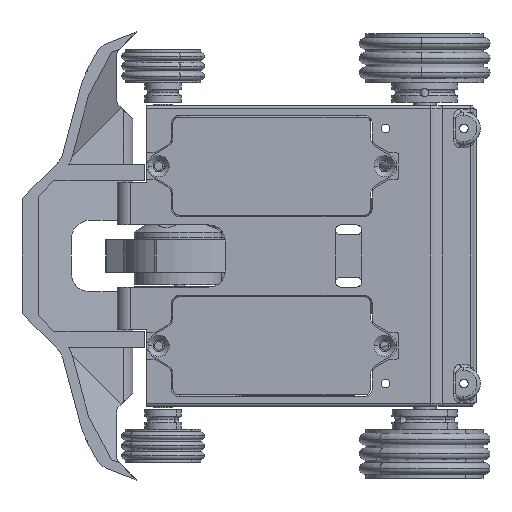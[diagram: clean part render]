
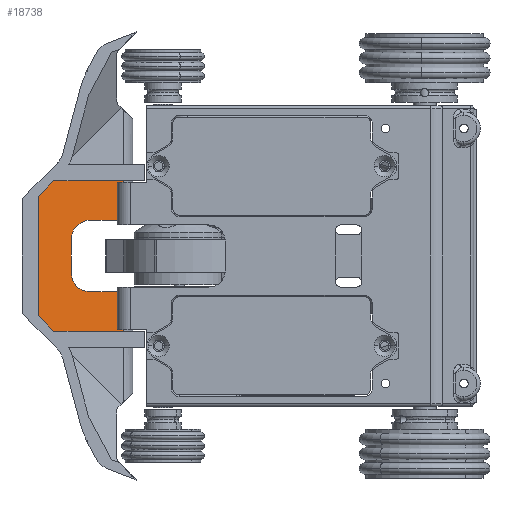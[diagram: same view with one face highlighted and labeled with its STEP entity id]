
A CAD part, front view. The second image highlights one B-rep face of the part: STEP entity #18738.
In plain terms, the highlighted face is planar.
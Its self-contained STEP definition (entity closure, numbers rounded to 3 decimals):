
#252 = VECTOR ( 'NONE', #36118, 1000. ) ;
#1020 = DIRECTION ( 'NONE',  ( -0.851, 0., 0.525 ) ) ;
#1128 = EDGE_CURVE ( 'NONE', #19616, #28846, #33423, .T. ) ;
#1186 = CARTESIAN_POINT ( 'NONE',  ( 10.293, -11., 8.18 ) ) ;
#1235 = CARTESIAN_POINT ( 'NONE',  ( 14.904, 11., 5.332 ) ) ;
#1867 = AXIS2_PLACEMENT_3D ( 'NONE', #23622, #46713, #38459 ) ;
#2167 = ORIENTED_EDGE ( 'NONE', *, *, #46788, .F. ) ;
#2350 = DIRECTION ( 'NONE',  ( 0., -1., 0. ) ) ;
#2436 = CARTESIAN_POINT ( 'NONE',  ( -13.735, 15.694, 23.021 ) ) ;
#3146 = CARTESIAN_POINT ( 'NONE',  ( -1.171, -8.515, 15.261 ) ) ;
#3383 = CARTESIAN_POINT ( 'NONE',  ( -1.171, 8.515, 15.261 ) ) ;
#3555 = VERTEX_POINT ( 'NONE', #16893 ) ;
#3825 = VERTEX_POINT ( 'NONE', #1235 ) ;
#3941 = CARTESIAN_POINT ( 'NONE',  ( -11.185, -68.5, 21.447 ) ) ;
#4678 = ORIENTED_EDGE ( 'NONE', *, *, #12454, .F. ) ;
#5025 = ORIENTED_EDGE ( 'NONE', *, *, #33687, .F. ) ;
#5155 = ORIENTED_EDGE ( 'NONE', *, *, #1128, .F. ) ;
#6973 = CARTESIAN_POINT ( 'NONE',  ( 1.314, -11., 13.726 ) ) ;
#7058 = DIRECTION ( 'NONE',  ( -0.851, 0., 0.525 ) ) ;
#7224 = CARTESIAN_POINT ( 'NONE',  ( 19.405, -23., 2.552 ) ) ;
#8606 = LINE ( 'NONE', #7224, #31587 ) ;
#9790 = VERTEX_POINT ( 'NONE', #16163 ) ;
#10376 = DIRECTION ( 'NONE',  ( -0.648, -0.648, 0.4 ) ) ;
#11188 = VECTOR ( 'NONE', #10376, 1000. ) ;
#11309 = LINE ( 'NONE', #3941, #13082 ) ;
#11588 = CARTESIAN_POINT ( 'NONE',  ( 4.829, -11., 11.556 ) ) ;
#11886 = VECTOR ( 'NONE', #34075, 1000. ) ;
#12454 = EDGE_CURVE ( 'NONE', #26322, #34475, #19764, .T. ) ;
#13082 = VECTOR ( 'NONE', #19296, 1000. ) ;
#13380 = VERTEX_POINT ( 'NONE', #42479 ) ;
#13851 = LINE ( 'NONE', #27292, #42744 ) ;
#13934 = CARTESIAN_POINT ( 'NONE',  ( 19.405, 23., 2.552 ) ) ;
#14513 = CARTESIAN_POINT ( 'NONE',  ( 1.314, 11., 13.726 ) ) ;
#15429 = ORIENTED_EDGE ( 'NONE', *, *, #43424, .F. ) ;
#15605 = CARTESIAN_POINT ( 'NONE',  ( -11.185, 18.243, 21.447 ) ) ;
#16163 = CARTESIAN_POINT ( 'NONE',  ( 14.904, -23., 5.332 ) ) ;
#16672 = LINE ( 'NONE', #20985, #34939 ) ;
#16893 = CARTESIAN_POINT ( 'NONE',  ( 14.904, 23., 5.332 ) ) ;
#17378 = CARTESIAN_POINT ( 'NONE',  ( -1.171, 5., 15.261 ) ) ;
#17883 = CARTESIAN_POINT ( 'NONE',  ( 14.904, -68.5, 5.332 ) ) ;
#18008 = ORIENTED_EDGE ( 'NONE', *, *, #27833, .T. ) ;
#18042 = CARTESIAN_POINT ( 'NONE',  ( -1.171, -5., 15.261 ) ) ;
#18281 = EDGE_CURVE ( 'NONE', #42197, #34475, #43383, .T. ) ;
#18738 = ADVANCED_FACE ( 'NONE', ( #20320 ), #20138, .T. ) ;
#19296 = DIRECTION ( 'NONE',  ( 0., 1., 0. ) ) ;
#19616 = VERTEX_POINT ( 'NONE', #34053 ) ;
#19764 =( BOUNDED_CURVE ( )  B_SPLINE_CURVE ( 3, ( #18042, #3146, #6973, #11588 ),
 .UNSPECIFIED., .F., .F. ) 
 B_SPLINE_CURVE_WITH_KNOTS ( ( 4, 4 ),
 ( 0., 1.571 ),
 .UNSPECIFIED. ) 
 CURVE ( )  GEOMETRIC_REPRESENTATION_ITEM ( )  RATIONAL_B_SPLINE_CURVE ( ( 1., 0.805, 0.805, 1. ) ) 
 REPRESENTATION_ITEM ( '' )  );
#19840 = CARTESIAN_POINT ( 'NONE',  ( 14.904, -11., 5.332 ) ) ;
#20138 = PLANE ( 'NONE',  #1867 ) ;
#20293 = ORIENTED_EDGE ( 'NONE', *, *, #25803, .F. ) ;
#20320 = FACE_OUTER_BOUND ( 'NONE', #27279, .T. ) ;
#20985 = CARTESIAN_POINT ( 'NONE',  ( -1.171, 11., 15.261 ) ) ;
#21913 = LINE ( 'NONE', #22709, #11886 ) ;
#22211 = CARTESIAN_POINT ( 'NONE',  ( 4.829, 11., 11.556 ) ) ;
#22313 = CARTESIAN_POINT ( 'NONE',  ( -6.429, -23., 18.509 ) ) ;
#22709 = CARTESIAN_POINT ( 'NONE',  ( 27.663, -57.092, -2.548 ) ) ;
#23501 = ORIENTED_EDGE ( 'NONE', *, *, #18281, .T. ) ;
#23622 = CARTESIAN_POINT ( 'NONE',  ( 19.405, -68.5, 2.552 ) ) ;
#24510 = VECTOR ( 'NONE', #1020, 1000. ) ;
#24606 = ORIENTED_EDGE ( 'NONE', *, *, #42068, .F. ) ;
#24948 = EDGE_CURVE ( 'NONE', #19616, #3825, #25773, .T. ) ;
#25484 = CARTESIAN_POINT ( 'NONE',  ( -1.171, -5., 15.261 ) ) ;
#25773 = LINE ( 'NONE', #27050, #34581 ) ;
#25803 = EDGE_CURVE ( 'NONE', #9790, #46879, #8606, .T. ) ;
#26322 = VERTEX_POINT ( 'NONE', #25484 ) ;
#26450 = ORIENTED_EDGE ( 'NONE', *, *, #30702, .T. ) ;
#27050 = CARTESIAN_POINT ( 'NONE',  ( 10.293, 11., 8.18 ) ) ;
#27279 = EDGE_LOOP ( 'NONE', ( #15429, #40939, #20293, #24606, #23501, #4678, #18008, #5155, #48764, #2167, #5025, #26450 ) ) ;
#27292 = CARTESIAN_POINT ( 'NONE',  ( 14.904, -68.5, 5.332 ) ) ;
#27440 = CARTESIAN_POINT ( 'NONE',  ( -6.429, 23., 18.509 ) ) ;
#27833 = EDGE_CURVE ( 'NONE', #26322, #28846, #16672, .T. ) ;
#28846 = VERTEX_POINT ( 'NONE', #17378 ) ;
#30702 = EDGE_CURVE ( 'NONE', #34955, #41151, #32445, .T. ) ;
#30809 = DIRECTION ( 'NONE',  ( 0.851, 0., -0.525 ) ) ;
#31560 = LINE ( 'NONE', #13934, #252 ) ;
#31587 = VECTOR ( 'NONE', #7058, 1000. ) ;
#32445 = LINE ( 'NONE', #2436, #11188 ) ;
#33423 =( BOUNDED_CURVE ( )  B_SPLINE_CURVE ( 3, ( #22211, #14513, #3383, #33903 ),
 .UNSPECIFIED., .F., .F. ) 
 B_SPLINE_CURVE_WITH_KNOTS ( ( 4, 4 ),
 ( 4.712, 6.283 ),
 .UNSPECIFIED. ) 
 CURVE ( )  GEOMETRIC_REPRESENTATION_ITEM ( )  RATIONAL_B_SPLINE_CURVE ( ( 1., 0.805, 0.805, 1. ) ) 
 REPRESENTATION_ITEM ( '' )  );
#33687 = EDGE_CURVE ( 'NONE', #34955, #3555, #31560, .T. ) ;
#33903 = CARTESIAN_POINT ( 'NONE',  ( -1.171, 5., 15.261 ) ) ;
#34053 = CARTESIAN_POINT ( 'NONE',  ( 4.829, 11., 11.556 ) ) ;
#34075 = DIRECTION ( 'NONE',  ( -0.648, 0.648, 0.4 ) ) ;
#34475 = VERTEX_POINT ( 'NONE', #45630 ) ;
#34581 = VECTOR ( 'NONE', #30809, 1000. ) ;
#34885 = LINE ( 'NONE', #17883, #43205 ) ;
#34939 = VECTOR ( 'NONE', #36130, 1000. ) ;
#34955 = VERTEX_POINT ( 'NONE', #27440 ) ;
#36118 = DIRECTION ( 'NONE',  ( 0.851, 0., -0.525 ) ) ;
#36130 = DIRECTION ( 'NONE',  ( 0., 1., 0. ) ) ;
#38459 = DIRECTION ( 'NONE',  ( 0.851, 0., -0.525 ) ) ;
#40939 = ORIENTED_EDGE ( 'NONE', *, *, #44660, .F. ) ;
#41151 = VERTEX_POINT ( 'NONE', #15605 ) ;
#42068 = EDGE_CURVE ( 'NONE', #42197, #9790, #13851, .T. ) ;
#42197 = VERTEX_POINT ( 'NONE', #19840 ) ;
#42473 = DIRECTION ( 'NONE',  ( 0., -1., 0. ) ) ;
#42479 = CARTESIAN_POINT ( 'NONE',  ( -11.185, -18.243, 21.447 ) ) ;
#42744 = VECTOR ( 'NONE', #42473, 1000. ) ;
#43205 = VECTOR ( 'NONE', #2350, 1000. ) ;
#43383 = LINE ( 'NONE', #1186, #24510 ) ;
#43424 = EDGE_CURVE ( 'NONE', #13380, #41151, #11309, .T. ) ;
#44660 = EDGE_CURVE ( 'NONE', #46879, #13380, #21913, .T. ) ;
#45630 = CARTESIAN_POINT ( 'NONE',  ( 4.829, -11., 11.556 ) ) ;
#46713 = DIRECTION ( 'NONE',  ( 0.525, 0., 0.851 ) ) ;
#46788 = EDGE_CURVE ( 'NONE', #3555, #3825, #34885, .T. ) ;
#46879 = VERTEX_POINT ( 'NONE', #22313 ) ;
#48764 = ORIENTED_EDGE ( 'NONE', *, *, #24948, .T. ) ;
